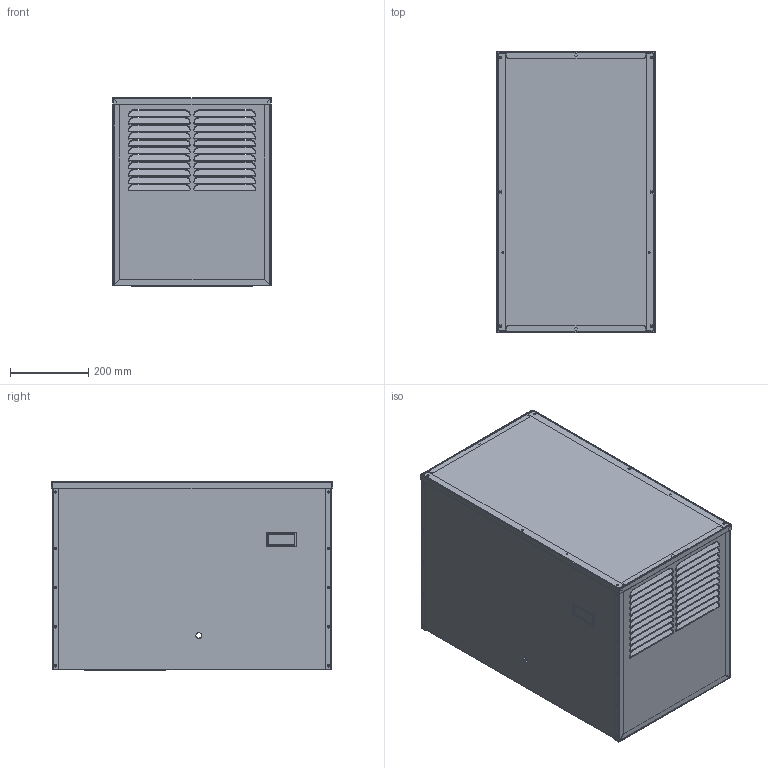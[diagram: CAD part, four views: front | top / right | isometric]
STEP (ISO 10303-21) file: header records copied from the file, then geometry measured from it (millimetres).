
FILE_DESCRIPTION(('STEP AP203'), '1');
FILE_NAME('T2000-MONTAJ', '', ('UNSPECIFIED'), ('UNSPECIFIED'), 'C3D Converter', 'C3D Toolkit', '');
FILE_SCHEMA(('CONFIG_CONTROL_DESIGN'));
Length unit declared in the file: millimetre
Products named in the file (6): T2000; Стенка_01; Контроллер; Крышка верхняя; Крышка нижняя; Корпус
Assembly tree (6 placements, depth 2):
  T2000
    Стенка_01  x2
    Контроллер
    Крышка верхняя
    Крышка нижняя
    Корпус
Bounding box: 406.77 x 721.25 x 482.67 mm (x, y, z)
Volume: 1768256.2 mm3; surface area: 3566674.9 mm2
Topology: 6 solids, 6 shells, 1589 faces, 4175 edges, 2602 vertices
Faces by surface type: plane 779, cylinder 664, bspline 146
Full cylindrical faces by diameter (mm): 3 x2, 3.5 x4, 4.3 x30, 4.5 x20, 15 x2
Entity records: 47830 total; most frequent: CARTESIAN_POINT 9642, ORIENTED_EDGE 6038, DIRECTION 5618, EDGE_CURVE 3019, LINE 1946, VECTOR 1946, VERTEX_POINT 1930, AXIS2_PLACEMENT_3D 1836
